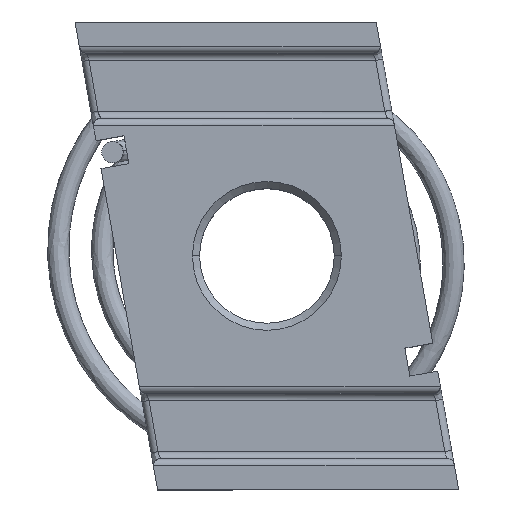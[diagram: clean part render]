
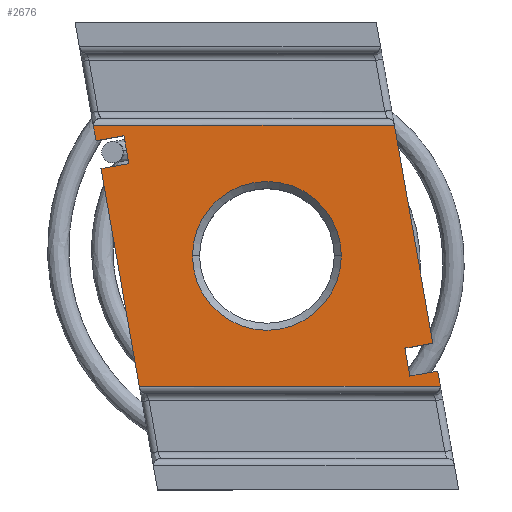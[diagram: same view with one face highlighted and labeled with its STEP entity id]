
A CAD part, top view. The second image highlights one B-rep face of the part: STEP entity #2676.
In plain terms, the highlighted planar face has unit normal (0, 0, 1).
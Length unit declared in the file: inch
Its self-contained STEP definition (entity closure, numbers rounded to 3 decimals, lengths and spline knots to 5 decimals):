
#3 = DIRECTION ( 'NONE',  ( 0., 0., -1. ) ) ;
#4 = CARTESIAN_POINT ( 'NONE',  ( -0.13652, 0.13014, 0.15 ) ) ;
#19 = ORIENTED_EDGE ( 'NONE', *, *, #2591, .T. ) ;
#37 = AXIS2_PLACEMENT_3D ( 'NONE', #2232, #547, #1674 ) ;
#87 = FACE_OUTER_BOUND ( 'NONE', #3508, .T. ) ;
#99 = VECTOR ( 'NONE', #2983, 39.37008 ) ;
#102 = CARTESIAN_POINT ( 'NONE',  ( 0.29229, -0.12319, 0.15 ) ) ;
#125 = ORIENTED_EDGE ( 'NONE', *, *, #522, .T. ) ;
#133 = CARTESIAN_POINT ( 'NONE',  ( -0.21238, 0.33, 0.15 ) ) ;
#149 = DIRECTION ( 'NONE',  ( -1., 0., 0. ) ) ;
#182 = ORIENTED_EDGE ( 'NONE', *, *, #1069, .T. ) ;
#193 = CARTESIAN_POINT ( 'NONE',  ( -0.04681, 0., 0.15 ) ) ;
#206 = AXIS2_PLACEMENT_3D ( 'NONE', #1817, #2927, #149 ) ;
#275 = VECTOR ( 'NONE', #384, 39.37008 ) ;
#276 = EDGE_CURVE ( 'NONE', #1838, #1912, #2682, .T. ) ;
#284 = CARTESIAN_POINT ( 'NONE',  ( -0.17591, 0.12319, 0.15 ) ) ;
#314 = CARTESIAN_POINT ( 'NONE',  ( -0.21238, 0.33, 0.15 ) ) ;
#326 = EDGE_CURVE ( 'NONE', #1502, #1288, #1112, .T. ) ;
#329 = CARTESIAN_POINT ( 'NONE',  ( -0.14346, 0.16953, 0.15 ) ) ;
#332 = LINE ( 'NONE', #314, #2737 ) ;
#364 = EDGE_CURVE ( 'NONE', #2555, #2634, #1637, .T. ) ;
#370 = EDGE_CURVE ( 'NONE', #1880, #846, #3554, .T. ) ;
#384 = DIRECTION ( 'NONE',  ( -0.174, 0.985, 0. ) ) ;
#387 = CIRCLE ( 'NONE', #206, 0.01 ) ;
#496 = EDGE_CURVE ( 'NONE', #2790, #2711, #856, .T. ) ;
#497 = DIRECTION ( 'NONE',  ( 1., 0., 0. ) ) ;
#509 = CARTESIAN_POINT ( 'NONE',  ( 0.29923, -0.16258, 0.15 ) ) ;
#517 = VERTEX_POINT ( 'NONE', #2425 ) ;
#522 = EDGE_CURVE ( 'NONE', #1912, #1838, #1043, .T. ) ;
#532 = ORIENTED_EDGE ( 'NONE', *, *, #326, .T. ) ;
#547 = DIRECTION ( 'NONE',  ( 0., 0., -1. ) ) ;
#660 = CARTESIAN_POINT ( 'NONE',  ( 0.25289, -0.13014, 0.15 ) ) ;
#666 = LINE ( 'NONE', #988, #1272 ) ;
#683 = AXIS2_PLACEMENT_3D ( 'NONE', #3458, #2647, #2663 ) ;
#790 = DIRECTION ( 'NONE',  ( 0.985, 0.174, 0. ) ) ;
#832 = DIRECTION ( 'NONE',  ( -0.985, -0.174, 0. ) ) ;
#845 = DIRECTION ( 'NONE',  ( -0.174, 0.985, 0. ) ) ;
#846 = VERTEX_POINT ( 'NONE', #102 ) ;
#856 = CIRCLE ( 'NONE', #2906, 0.01 ) ;
#926 = VECTOR ( 'NONE', #2210, 39.37008 ) ;
#988 = CARTESIAN_POINT ( 'NONE',  ( -0.18286, 0.16258, 0.15 ) ) ;
#1043 = CIRCLE ( 'NONE', #37, 0.105 ) ;
#1063 = CARTESIAN_POINT ( 'NONE',  ( 0., 0.184, 0.15 ) ) ;
#1069 = EDGE_CURVE ( 'NONE', #3263, #1369, #387, .T. ) ;
#1080 = ORIENTED_EDGE ( 'NONE', *, *, #3427, .T. ) ;
#1093 = CARTESIAN_POINT ( 'NONE',  ( 0.3027, -0.18226, 0.15 ) ) ;
#1105 = CARTESIAN_POINT ( 'NONE',  ( -0.17648, 0.184, 0.15 ) ) ;
#1107 = ORIENTED_EDGE ( 'NONE', *, *, #1325, .F. ) ;
#1112 = LINE ( 'NONE', #3343, #1565 ) ;
#1180 = EDGE_CURVE ( 'NONE', #2461, #1288, #1766, .T. ) ;
#1192 = VERTEX_POINT ( 'NONE', #3181 ) ;
#1202 = EDGE_CURVE ( 'NONE', #2461, #3263, #3527, .T. ) ;
#1272 = VECTOR ( 'NONE', #2041, 39.37008 ) ;
#1283 = ORIENTED_EDGE ( 'NONE', *, *, #2433, .F. ) ;
#1288 = VERTEX_POINT ( 'NONE', #284 ) ;
#1325 = EDGE_CURVE ( 'NONE', #2555, #1369, #2832, .T. ) ;
#1369 = VERTEX_POINT ( 'NONE', #1093 ) ;
#1419 = CARTESIAN_POINT ( 'NONE',  ( 0.05819, 0., 0.15 ) ) ;
#1449 = VECTOR ( 'NONE', #2111, 39.37008 ) ;
#1502 = VERTEX_POINT ( 'NONE', #4 ) ;
#1529 = FACE_BOUND ( 'NONE', #2426, .T. ) ;
#1565 = VECTOR ( 'NONE', #832, 39.37008 ) ;
#1567 = AXIS2_PLACEMENT_3D ( 'NONE', #1419, #3, #2296 ) ;
#1573 = ORIENTED_EDGE ( 'NONE', *, *, #1180, .F. ) ;
#1637 = LINE ( 'NONE', #509, #926 ) ;
#1674 = DIRECTION ( 'NONE',  ( 1., 0., 0. ) ) ;
#1701 = ORIENTED_EDGE ( 'NONE', *, *, #370, .F. ) ;
#1712 = ORIENTED_EDGE ( 'NONE', *, *, #2833, .T. ) ;
#1766 = LINE ( 'NONE', #133, #1449 ) ;
#1817 = CARTESIAN_POINT ( 'NONE',  ( 0.29285, -0.184, 0.15 ) ) ;
#1838 = VERTEX_POINT ( 'NONE', #193 ) ;
#1875 = ORIENTED_EDGE ( 'NONE', *, *, #496, .T. ) ;
#1880 = VERTEX_POINT ( 'NONE', #2939 ) ;
#1912 = VERTEX_POINT ( 'NONE', #2286 ) ;
#1941 = CARTESIAN_POINT ( 'NONE',  ( 0.25289, -0.13014, 0.15 ) ) ;
#1958 = CARTESIAN_POINT ( 'NONE',  ( -0.18648, 0.184, 0.15 ) ) ;
#1977 = VERTEX_POINT ( 'NONE', #329 ) ;
#2016 = ORIENTED_EDGE ( 'NONE', *, *, #2578, .T. ) ;
#2041 = DIRECTION ( 'NONE',  ( 0.985, 0.174, 0. ) ) ;
#2068 = LINE ( 'NONE', #2348, #2912 ) ;
#2101 = LINE ( 'NONE', #660, #275 ) ;
#2111 = DIRECTION ( 'NONE',  ( -0.174, 0.985, 0. ) ) ;
#2117 = ORIENTED_EDGE ( 'NONE', *, *, #1202, .T. ) ;
#2152 = DIRECTION ( 'NONE',  ( -1., 0., 0. ) ) ;
#2155 = CARTESIAN_POINT ( 'NONE',  ( -0.18633, 0.18226, 0.15 ) ) ;
#2210 = DIRECTION ( 'NONE',  ( -0.985, -0.174, 0. ) ) ;
#2218 = VECTOR ( 'NONE', #2492, 39.37008 ) ;
#2232 = CARTESIAN_POINT ( 'NONE',  ( 0.05819, 0., 0.15 ) ) ;
#2276 = CARTESIAN_POINT ( 'NONE',  ( 0.32875, -0.33, 0.15 ) ) ;
#2286 = CARTESIAN_POINT ( 'NONE',  ( 0.16319, 0., 0.15 ) ) ;
#2296 = DIRECTION ( 'NONE',  ( 1., 0., 0. ) ) ;
#2307 = ORIENTED_EDGE ( 'NONE', *, *, #364, .T. ) ;
#2348 = CARTESIAN_POINT ( 'NONE',  ( -0.14346, 0.16953, 0.15 ) ) ;
#2425 = CARTESIAN_POINT ( 'NONE',  ( 0.25289, -0.13014, 0.15 ) ) ;
#2426 = EDGE_LOOP ( 'NONE', ( #2665, #125 ) ) ;
#2433 = EDGE_CURVE ( 'NONE', #1192, #2711, #332, .T. ) ;
#2461 = VERTEX_POINT ( 'NONE', #3136 ) ;
#2465 = DIRECTION ( 'NONE',  ( 0., 0., 1. ) ) ;
#2481 = LINE ( 'NONE', #1063, #3206 ) ;
#2492 = DIRECTION ( 'NONE',  ( 0.174, -0.985, 0. ) ) ;
#2555 = VERTEX_POINT ( 'NONE', #3316 ) ;
#2578 = EDGE_CURVE ( 'NONE', #1977, #1502, #2068, .T. ) ;
#2591 = EDGE_CURVE ( 'NONE', #2634, #517, #2101, .T. ) ;
#2634 = VERTEX_POINT ( 'NONE', #3510 ) ;
#2647 = DIRECTION ( 'NONE',  ( 0., 0., 1. ) ) ;
#2663 = DIRECTION ( 'NONE',  ( 1., 0., 0. ) ) ;
#2665 = ORIENTED_EDGE ( 'NONE', *, *, #276, .T. ) ;
#2676 = ADVANCED_FACE ( 'NONE', ( #1529, #87 ), #2969, .T. ) ;
#2682 = CIRCLE ( 'NONE', #1567, 0.105 ) ;
#2711 = VERTEX_POINT ( 'NONE', #2155 ) ;
#2737 = VECTOR ( 'NONE', #845, 39.37008 ) ;
#2749 = CARTESIAN_POINT ( 'NONE',  ( 0.32875, -0.33, 0.15 ) ) ;
#2790 = VERTEX_POINT ( 'NONE', #1958 ) ;
#2832 = LINE ( 'NONE', #2276, #2218 ) ;
#2833 = EDGE_CURVE ( 'NONE', #517, #846, #3577, .T. ) ;
#2856 = VECTOR ( 'NONE', #790, 39.37008 ) ;
#2906 = AXIS2_PLACEMENT_3D ( 'NONE', #1105, #2465, #2152 ) ;
#2912 = VECTOR ( 'NONE', #3492, 39.37008 ) ;
#2927 = DIRECTION ( 'NONE',  ( 0., 0., 1. ) ) ;
#2939 = CARTESIAN_POINT ( 'NONE',  ( 0.23812, 0.184, 0.15 ) ) ;
#2969 = PLANE ( 'NONE',  #683 ) ;
#2975 = CARTESIAN_POINT ( 'NONE',  ( 0., -0.184, 0.15 ) ) ;
#2983 = DIRECTION ( 'NONE',  ( 0.174, -0.985, 0. ) ) ;
#3042 = CARTESIAN_POINT ( 'NONE',  ( 0.30285, -0.184, 0.15 ) ) ;
#3120 = ORIENTED_EDGE ( 'NONE', *, *, #3281, .T. ) ;
#3136 = CARTESIAN_POINT ( 'NONE',  ( -0.12174, -0.184, 0.15 ) ) ;
#3181 = CARTESIAN_POINT ( 'NONE',  ( -0.18286, 0.16258, 0.15 ) ) ;
#3206 = VECTOR ( 'NONE', #3535, 39.37008 ) ;
#3263 = VERTEX_POINT ( 'NONE', #3042 ) ;
#3281 = EDGE_CURVE ( 'NONE', #1880, #2790, #2481, .T. ) ;
#3316 = CARTESIAN_POINT ( 'NONE',  ( 0.29923, -0.16258, 0.15 ) ) ;
#3343 = CARTESIAN_POINT ( 'NONE',  ( -0.17591, 0.12319, 0.15 ) ) ;
#3427 = EDGE_CURVE ( 'NONE', #1192, #1977, #666, .T. ) ;
#3458 = CARTESIAN_POINT ( 'NONE',  ( 0., 0., 0.15 ) ) ;
#3492 = DIRECTION ( 'NONE',  ( 0.174, -0.985, 0. ) ) ;
#3508 = EDGE_LOOP ( 'NONE', ( #2117, #182, #1107, #2307, #19, #1712, #1701, #3120, #1875, #1283, #1080, #2016, #532, #1573 ) ) ;
#3510 = CARTESIAN_POINT ( 'NONE',  ( 0.25984, -0.16953, 0.15 ) ) ;
#3527 = LINE ( 'NONE', #2975, #3552 ) ;
#3535 = DIRECTION ( 'NONE',  ( -1., 0., 0. ) ) ;
#3552 = VECTOR ( 'NONE', #497, 39.37008 ) ;
#3554 = LINE ( 'NONE', #2749, #99 ) ;
#3577 = LINE ( 'NONE', #1941, #2856 ) ;
